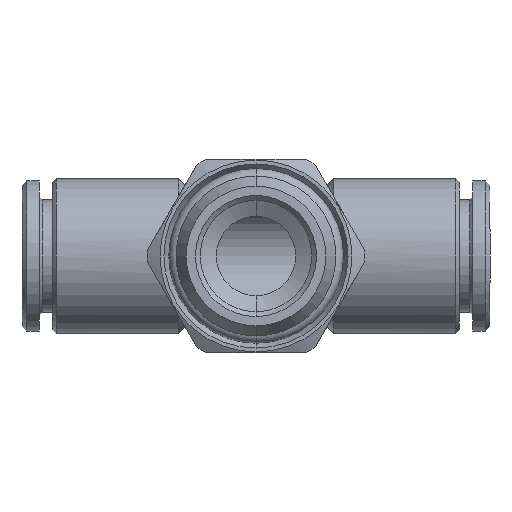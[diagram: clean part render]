
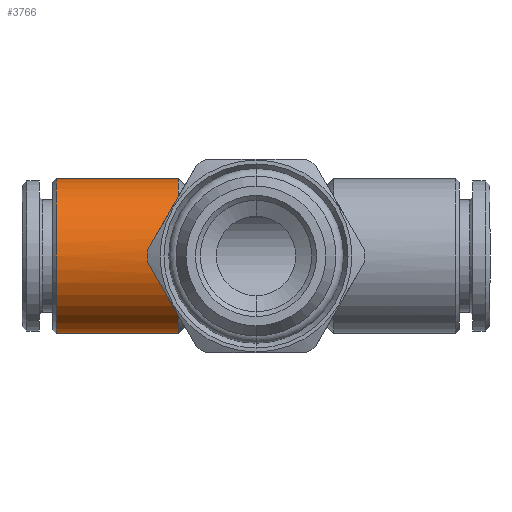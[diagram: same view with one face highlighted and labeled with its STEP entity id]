
A CAD part, front view. The second image highlights one B-rep face of the part: STEP entity #3766.
In plain terms, the highlighted cylindrical face has radius 8 mm (diameter 16 mm), a partial arc.
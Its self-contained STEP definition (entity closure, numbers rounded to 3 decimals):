
#848 = EDGE_CURVE ( 'NONE', #897, #853, #2539, .T. ) ;
#853 = VERTEX_POINT ( 'NONE', #2603 ) ;
#897 = VERTEX_POINT ( 'NONE', #2617 ) ;
#2518 = DIRECTION ( 'NONE',  ( 0., 0., 1. ) ) ;
#2519 = DIRECTION ( 'NONE',  ( -1., 0., 0. ) ) ;
#2520 = CARTESIAN_POINT ( 'NONE',  ( -20.6, 0., 0. ) ) ;
#2539 = CIRCLE ( 'NONE', #2544, 8. ) ;
#2544 = AXIS2_PLACEMENT_3D ( 'NONE', #2520, #2519, #2518 ) ;
#2603 = CARTESIAN_POINT ( 'NONE',  ( -20.6, 0., 8. ) ) ;
#2617 = CARTESIAN_POINT ( 'NONE',  ( -20.6, 0., -8. ) ) ;
#3070 = CARTESIAN_POINT ( 'NONE',  ( -10.146, -7.797, -1.789 ) ) ;
#3071 = CARTESIAN_POINT ( 'NONE',  ( -9.434, -7.826, -1.664 ) ) ;
#3072 = CARTESIAN_POINT ( 'NONE',  ( -8.719, -7.852, -1.537 ) ) ;
#3145 = CARTESIAN_POINT ( 'NONE',  ( -8., -7.875, -1.411 ) ) ;
#3146 =( BOUNDED_CURVE ( )  B_SPLINE_CURVE ( 3, ( #3145, #3072, #3071, #3070 ),
 .UNSPECIFIED., .F., .T. ) 
 B_SPLINE_CURVE_WITH_KNOTS ( ( 4, 4 ),
 ( 1.748, 1.796 ),
 .UNSPECIFIED. ) 
 CURVE ( )  GEOMETRIC_REPRESENTATION_ITEM ( )  RATIONAL_B_SPLINE_CURVE ( ( 1., 1., 1., 1. ) ) 
 REPRESENTATION_ITEM ( '' )  );
#3147 = CARTESIAN_POINT ( 'NONE',  ( -10.146, -7.797, -1.789 ) ) ;
#3148 = CARTESIAN_POINT ( 'NONE',  ( -10.129, -7.865, -1.496 ) ) ;
#3149 = CARTESIAN_POINT ( 'NONE',  ( -10.118, -7.915, -1.199 ) ) ;
#3150 = CARTESIAN_POINT ( 'NONE',  ( -10.103, -7.983, -0.6 ) ) ;
#3151 = CARTESIAN_POINT ( 'NONE',  ( -10.1, -8., -0.296 ) ) ;
#3152 = CARTESIAN_POINT ( 'NONE',  ( -10.1, -8., 0.609 ) ) ;
#3153 = CARTESIAN_POINT ( 'NONE',  ( -10.113, -7.932, 1.204 ) ) ;
#3154 = CARTESIAN_POINT ( 'NONE',  ( -10.146, -7.797, 1.789 ) ) ;
#3155 = B_SPLINE_CURVE_WITH_KNOTS ( 'NONE', 3,
 ( #3154, #3153, #3152, #3151, #3150, #3149, #3148, #3147 ),
 .UNSPECIFIED., .F., .F.,
 ( 4, 2, 2, 4 ),
 ( 0.001, 0.002, 0.003, 0.004 ),
 .UNSPECIFIED. ) ;
#3188 = CARTESIAN_POINT ( 'NONE',  ( -10.146, -7.797, -1.789 ) ) ;
#3195 = LINE ( 'NONE', #3214, #3321 ) ;
#3214 = CARTESIAN_POINT ( 'NONE',  ( 0., 0., 8. ) ) ;
#3261 = DIRECTION ( 'NONE',  ( 1., 0., 0. ) ) ;
#3263 = CARTESIAN_POINT ( 'NONE',  ( -8., 0., 8. ) ) ;
#3264 = CARTESIAN_POINT ( 'NONE',  ( -8., 0., 0. ) ) ;
#3265 = AXIS2_PLACEMENT_3D ( 'NONE', #3264, #3276, #3275 ) ;
#3269 = DIRECTION ( 'NONE',  ( 0., 0., 1. ) ) ;
#3270 = DIRECTION ( 'NONE',  ( 1., 0., 0. ) ) ;
#3271 = CIRCLE ( 'NONE', #3265, 8. ) ;
#3274 = CARTESIAN_POINT ( 'NONE',  ( -8., 0., -8. ) ) ;
#3275 = DIRECTION ( 'NONE',  ( 0., 0., 1. ) ) ;
#3276 = DIRECTION ( 'NONE',  ( -1., 0., 0. ) ) ;
#3277 = CARTESIAN_POINT ( 'NONE',  ( -8., -7.875, 1.411 ) ) ;
#3280 = DIRECTION ( 'NONE',  ( 1., 0., 0. ) ) ;
#3281 = VECTOR ( 'NONE', #3280, 1000. ) ;
#3282 = CARTESIAN_POINT ( 'NONE',  ( 0., 0., -8. ) ) ;
#3285 = CARTESIAN_POINT ( 'NONE',  ( -8., -7.875, 1.411 ) ) ;
#3286 =( BOUNDED_CURVE ( )  B_SPLINE_CURVE ( 3, ( #3277, #3325, #3324, #3323 ),
 .UNSPECIFIED., .F., .F. ) 
 B_SPLINE_CURVE_WITH_KNOTS ( ( 4, 4 ),
 ( 1.748, 1.796 ),
 .UNSPECIFIED. ) 
 CURVE ( )  GEOMETRIC_REPRESENTATION_ITEM ( )  RATIONAL_B_SPLINE_CURVE ( ( 1., 1., 1., 1. ) ) 
 REPRESENTATION_ITEM ( '' )  );
#3292 = CARTESIAN_POINT ( 'NONE',  ( -10.146, -7.797, 1.789 ) ) ;
#3295 = CARTESIAN_POINT ( 'NONE',  ( 0., 0., 0. ) ) ;
#3296 = AXIS2_PLACEMENT_3D ( 'NONE', #3295, #3270, #3269 ) ;
#3297 = CYLINDRICAL_SURFACE ( 'NONE', #3296, 8. ) ;
#3299 = DIRECTION ( 'NONE',  ( -1., 0., 0. ) ) ;
#3300 = CARTESIAN_POINT ( 'NONE',  ( -8., 0., 0. ) ) ;
#3301 = AXIS2_PLACEMENT_3D ( 'NONE', #3300, #3299, #3316 ) ;
#3303 = LINE ( 'NONE', #3282, #3281 ) ;
#3316 = DIRECTION ( 'NONE',  ( 0., 0., 1. ) ) ;
#3317 = CIRCLE ( 'NONE', #3301, 8. ) ;
#3318 = CARTESIAN_POINT ( 'NONE',  ( -8., -7.875, -1.411 ) ) ;
#3319 = FACE_OUTER_BOUND ( 'NONE', #3767, .T. ) ;
#3321 = VECTOR ( 'NONE', #3261, 1000. ) ;
#3323 = CARTESIAN_POINT ( 'NONE',  ( -10.146, -7.797, 1.789 ) ) ;
#3324 = CARTESIAN_POINT ( 'NONE',  ( -9.434, -7.826, 1.664 ) ) ;
#3325 = CARTESIAN_POINT ( 'NONE',  ( -8.719, -7.852, 1.537 ) ) ;
#3665 = ORIENTED_EDGE ( 'NONE', *, *, #848, .F. ) ;
#3666 = ORIENTED_EDGE ( 'NONE', *, *, #3756, .T. ) ;
#3670 = VERTEX_POINT ( 'NONE', #3188 ) ;
#3672 = ORIENTED_EDGE ( 'NONE', *, *, #3673, .T. ) ;
#3673 = EDGE_CURVE ( 'NONE', #3752, #3670, #3146, .T. ) ;
#3678 = EDGE_CURVE ( 'NONE', #3762, #3670, #3155, .T. ) ;
#3682 = ORIENTED_EDGE ( 'NONE', *, *, #3744, .F. ) ;
#3744 = EDGE_CURVE ( 'NONE', #853, #3750, #3195, .T. ) ;
#3750 = VERTEX_POINT ( 'NONE', #3263 ) ;
#3751 = EDGE_CURVE ( 'NONE', #3755, #3752, #3317, .T. ) ;
#3752 = VERTEX_POINT ( 'NONE', #3318 ) ;
#3753 = ORIENTED_EDGE ( 'NONE', *, *, #3754, .T. ) ;
#3754 = EDGE_CURVE ( 'NONE', #3765, #3750, #3271, .T. ) ;
#3755 = VERTEX_POINT ( 'NONE', #3274 ) ;
#3756 = EDGE_CURVE ( 'NONE', #897, #3755, #3303, .T. ) ;
#3757 = ORIENTED_EDGE ( 'NONE', *, *, #3751, .T. ) ;
#3761 = ORIENTED_EDGE ( 'NONE', *, *, #3678, .F. ) ;
#3762 = VERTEX_POINT ( 'NONE', #3292 ) ;
#3763 = ORIENTED_EDGE ( 'NONE', *, *, #3764, .F. ) ;
#3764 = EDGE_CURVE ( 'NONE', #3765, #3762, #3286, .T. ) ;
#3765 = VERTEX_POINT ( 'NONE', #3285 ) ;
#3766 = ADVANCED_FACE ( 'NONE', ( #3319 ), #3297, .T. ) ;
#3767 = EDGE_LOOP ( 'NONE', ( #3665, #3666, #3757, #3672, #3761, #3763, #3753, #3682 ) ) ;
